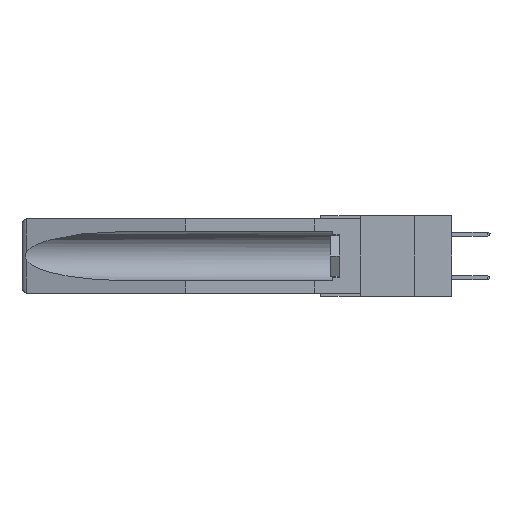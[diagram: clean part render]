
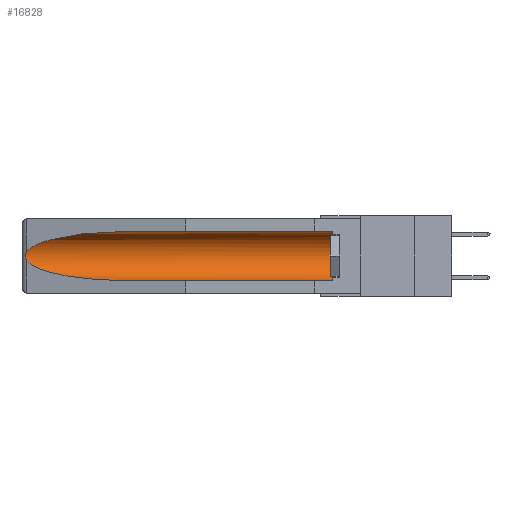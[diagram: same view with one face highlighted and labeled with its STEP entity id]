
A CAD part, left-side view. The second image highlights one B-rep face of the part: STEP entity #16828.
In plain terms, the highlighted cylindrical face has radius 2.857 mm (diameter 5.715 mm), a partial arc.
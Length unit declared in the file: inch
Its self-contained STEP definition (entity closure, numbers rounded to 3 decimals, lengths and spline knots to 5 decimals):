
#61 = CYLINDRICAL_SURFACE ( 'NONE', #2578, 0.1125 ) ;
#201 = VERTEX_POINT ( 'NONE', #11646 ) ;
#228 = CARTESIAN_POINT ( 'NONE',  ( 0.26537, 1.52718, -0.19328 ) ) ;
#1114 = LINE ( 'NONE', #16586, #18658 ) ;
#1397 = B_SPLINE_CURVE_WITH_KNOTS ( 'NONE', 3,
 ( #16220, #12962, #11259, #17898, #17964, #16145, #12502, #19050, #7938, #17818 ),
 .UNSPECIFIED., .F., .F.,
 ( 4, 2, 2, 2, 4 ),
 ( 0., 0.00029, 0.00058, 0.00087, 0.00117 ),
 .UNSPECIFIED. ) ;
#2578 = AXIS2_PLACEMENT_3D ( 'NONE', #2710, #12816, #9467 ) ;
#2710 = CARTESIAN_POINT ( 'NONE',  ( 0.155, -0.30754, -0.1715 ) ) ;
#3418 = VECTOR ( 'NONE', #13773, 39.37008 ) ;
#3581 = CARTESIAN_POINT ( 'NONE',  ( 0.155, 1.07973, -0.059 ) ) ;
#3605 = AXIS2_PLACEMENT_3D ( 'NONE', #15169, #13800, #20332 ) ;
#4923 = VERTEX_POINT ( 'NONE', #11439 ) ;
#5352 = FACE_OUTER_BOUND ( 'NONE', #21288, .T. ) ;
#5404 = ORIENTED_EDGE ( 'NONE', *, *, #18322, .T. ) ;
#5831 = CIRCLE ( 'NONE', #3605, 0.1125 ) ;
#6233 = CARTESIAN_POINT ( 'NONE',  ( 0.25451, 1.48313, -0.24835 ) ) ;
#7877 = VERTEX_POINT ( 'NONE', #18088 ) ;
#7938 = CARTESIAN_POINT ( 'NONE',  ( 0.26597, 1.5296, -0.19026 ) ) ;
#8755 = EDGE_CURVE ( 'NONE', #17550, #12345, #1397, .T. ) ;
#8915 =( BOUNDED_CURVE ( )  B_SPLINE_CURVE ( 3, ( #11117, #6233, #21091, #19552 ),
 .UNSPECIFIED., .F., .F. ) 
 B_SPLINE_CURVE_WITH_KNOTS ( ( 4, 4 ),
 ( 0.1948, 1.5708 ),
 .UNSPECIFIED. ) 
 CURVE ( )  GEOMETRIC_REPRESENTATION_ITEM ( )  RATIONAL_B_SPLINE_CURVE ( ( 1., 0.848, 0.848, 1. ) ) 
 REPRESENTATION_ITEM ( '' )  );
#8961 = EDGE_CURVE ( 'NONE', #201, #20931, #1114, .T. ) ;
#9467 = DIRECTION ( 'NONE',  ( 0., 0., 1. ) ) ;
#9592 = EDGE_CURVE ( 'NONE', #7877, #201, #5831, .T. ) ;
#9929 = CARTESIAN_POINT ( 'NONE',  ( 0.155, 1.07973, -0.059 ) ) ;
#10261 = CARTESIAN_POINT ( 'NONE',  ( 0.25451, 1.48313, -0.09465 ) ) ;
#11117 = CARTESIAN_POINT ( 'NONE',  ( 0.26537, 1.52718, -0.19328 ) ) ;
#11259 = CARTESIAN_POINT ( 'NONE',  ( 0.26654, 1.53092, -0.15636 ) ) ;
#11434 = DIRECTION ( 'NONE',  ( 0., 1., 0. ) ) ;
#11439 = CARTESIAN_POINT ( 'NONE',  ( 0.155, 1.07973, -0.284 ) ) ;
#11646 = CARTESIAN_POINT ( 'NONE',  ( 0.155, 0.126, -0.059 ) ) ;
#12147 =( BOUNDED_CURVE ( )  B_SPLINE_CURVE ( 3, ( #3581, #16939, #10261, #12187 ),
 .UNSPECIFIED., .F., .F. ) 
 B_SPLINE_CURVE_WITH_KNOTS ( ( 4, 4 ),
 ( 4.71239, 6.08839 ),
 .UNSPECIFIED. ) 
 CURVE ( )  GEOMETRIC_REPRESENTATION_ITEM ( )  RATIONAL_B_SPLINE_CURVE ( ( 1., 0.848, 0.848, 1. ) ) 
 REPRESENTATION_ITEM ( '' )  );
#12187 = CARTESIAN_POINT ( 'NONE',  ( 0.26537, 1.52718, -0.14972 ) ) ;
#12337 = LINE ( 'NONE', #15583, #3418 ) ;
#12345 = VERTEX_POINT ( 'NONE', #228 ) ;
#12456 = ORIENTED_EDGE ( 'NONE', *, *, #9592, .T. ) ;
#12502 = CARTESIAN_POINT ( 'NONE',  ( 0.2673, 1.53269, -0.17917 ) ) ;
#12610 = ORIENTED_EDGE ( 'NONE', *, *, #8755, .T. ) ;
#12816 = DIRECTION ( 'NONE',  ( 0., 1., 0. ) ) ;
#12962 = CARTESIAN_POINT ( 'NONE',  ( 0.26597, 1.52961, -0.15275 ) ) ;
#13111 = ORIENTED_EDGE ( 'NONE', *, *, #18066, .F. ) ;
#13187 = ORIENTED_EDGE ( 'NONE', *, *, #16457, .T. ) ;
#13720 = CARTESIAN_POINT ( 'NONE',  ( 0.26537, 1.52718, -0.14972 ) ) ;
#13773 = DIRECTION ( 'NONE',  ( 0., 1., 0. ) ) ;
#13800 = DIRECTION ( 'NONE',  ( 0., -1., 0. ) ) ;
#15169 = CARTESIAN_POINT ( 'NONE',  ( 0.155, 0.126, -0.1715 ) ) ;
#15583 = CARTESIAN_POINT ( 'NONE',  ( 0.155, -0.30754, -0.284 ) ) ;
#16145 = CARTESIAN_POINT ( 'NONE',  ( 0.2675, 1.53308, -0.17534 ) ) ;
#16220 = CARTESIAN_POINT ( 'NONE',  ( 0.26537, 1.52718, -0.14972 ) ) ;
#16457 = EDGE_CURVE ( 'NONE', #20931, #17550, #12147, .T. ) ;
#16586 = CARTESIAN_POINT ( 'NONE',  ( 0.155, -0.30754, -0.059 ) ) ;
#16828 = ADVANCED_FACE ( 'NONE', ( #5352 ), #61, .F. ) ;
#16904 = ORIENTED_EDGE ( 'NONE', *, *, #8961, .T. ) ;
#16939 = CARTESIAN_POINT ( 'NONE',  ( 0.21114, 1.30732, -0.059 ) ) ;
#17550 = VERTEX_POINT ( 'NONE', #13720 ) ;
#17818 = CARTESIAN_POINT ( 'NONE',  ( 0.26537, 1.52718, -0.19328 ) ) ;
#17898 = CARTESIAN_POINT ( 'NONE',  ( 0.2673, 1.5327, -0.16383 ) ) ;
#17964 = CARTESIAN_POINT ( 'NONE',  ( 0.2675, 1.53308, -0.16763 ) ) ;
#18066 = EDGE_CURVE ( 'NONE', #7877, #4923, #12337, .T. ) ;
#18088 = CARTESIAN_POINT ( 'NONE',  ( 0.155, 0.126, -0.284 ) ) ;
#18322 = EDGE_CURVE ( 'NONE', #12345, #4923, #8915, .T. ) ;
#18658 = VECTOR ( 'NONE', #11434, 39.37008 ) ;
#19050 = CARTESIAN_POINT ( 'NONE',  ( 0.26655, 1.53094, -0.18657 ) ) ;
#19552 = CARTESIAN_POINT ( 'NONE',  ( 0.155, 1.07973, -0.284 ) ) ;
#20332 = DIRECTION ( 'NONE',  ( 0., 0., 1. ) ) ;
#20931 = VERTEX_POINT ( 'NONE', #9929 ) ;
#21091 = CARTESIAN_POINT ( 'NONE',  ( 0.21114, 1.30732, -0.284 ) ) ;
#21288 = EDGE_LOOP ( 'NONE', ( #13187, #12610, #5404, #13111, #12456, #16904 ) ) ;
